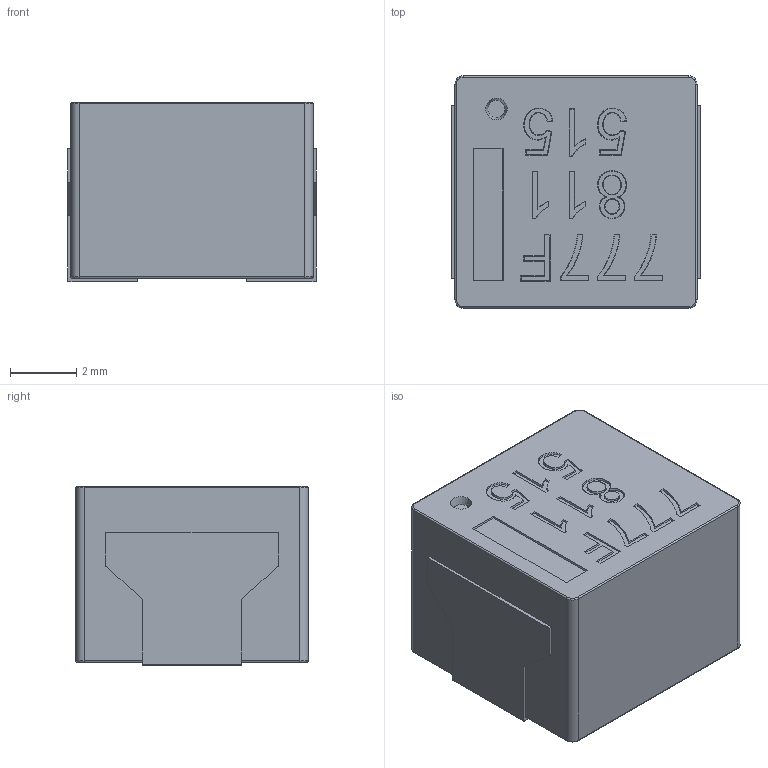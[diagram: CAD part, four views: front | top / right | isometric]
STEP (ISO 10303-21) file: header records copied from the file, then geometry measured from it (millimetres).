
FILE_DESCRIPTION (( 'STEP AP214' ), '1' );
FILE_NAME ('24D07758-F23E-4548-B254-9EA8D7652F8A.STEP', '2023-06-09T23:54:23', ( '' ), ( '' ), 'SwSTEP 2.0', 'SolidWorks 2022', '' );
FILE_SCHEMA (( 'AUTOMOTIVE_DESIGN' ));
Length unit declared in the file: millimetre
Products named in the file (1): 24D07758-F23E-4548-B254-9EA8D7652F8A
Bounding box: 7.5 x 7 x 5.4 mm (x, y, z)
Volume: 274.4 mm3; surface area: 258.6 mm2
Topology: 1 solids, 1 shells, 349 faces, 983 edges, 650 vertices
Faces by surface type: cone 190, plane 135, cylinder 16, bspline 8
Entity records: 15424 total; most frequent: CARTESIAN_POINT 2357, DIRECTION 1975, ORIENTED_EDGE 1966, EDGE_CURVE 983, AXIS2_PLACEMENT_3D 754, VERTEX_POINT 650, LINE 467, VECTOR 467
